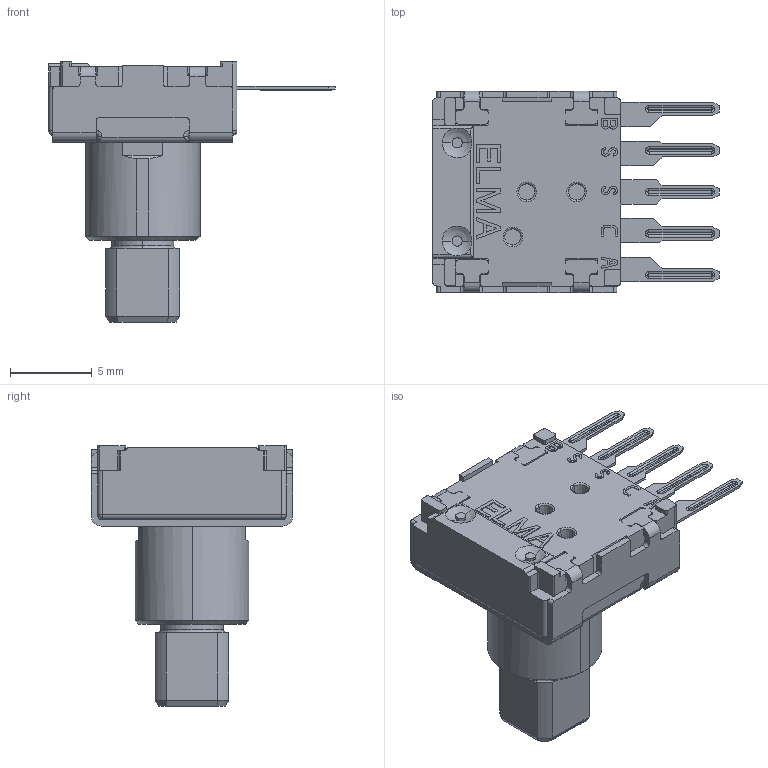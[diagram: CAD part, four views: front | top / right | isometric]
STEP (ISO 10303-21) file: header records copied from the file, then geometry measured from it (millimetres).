
FILE_DESCRIPTION(('CoCreate Modeling STEP Export'),'2;1');
FILE_NAME('E33-CNXXX-M45X.stp','2013-03-16T 0:10:03',(''),(''),'CoCreate Modeling STEP processor for AP214 (Solid Model)','CoCreate Modeling 16.00D 29-May-2009 (C) Parametric Technology GmbH','');
FILE_SCHEMA(('AUTOMOTIVE_DESIGN { 1 0 10303 214 1 1 1 1 }'));
Length unit declared in the file: millimetre
Products named in the file (2): E33-CNXXX-M45X
Assembly tree (1 placements, depth 2):
  E33-CNXXX-M45X
    E33-CNXXX-M45X
Bounding box: 17.52 x 12.3 x 15.9 mm (x, y, z)
Volume: 945.4 mm3; surface area: 920.4 mm2
Topology: 1 solids, 1 shells, 691 faces, 1842 edges, 1161 vertices
Faces by surface type: plane 322, cylinder 237, torus 104, cone 16, bspline 8, sphere 4
Entity records: 20777 total; most frequent: CARTESIAN_POINT 4240, ORIENTED_EDGE 3668, DIRECTION 3248, EDGE_CURVE 1834, VERTEX_POINT 1161, AXIS2_PLACEMENT_3D 1089, VECTOR 1070, LINE 1070
